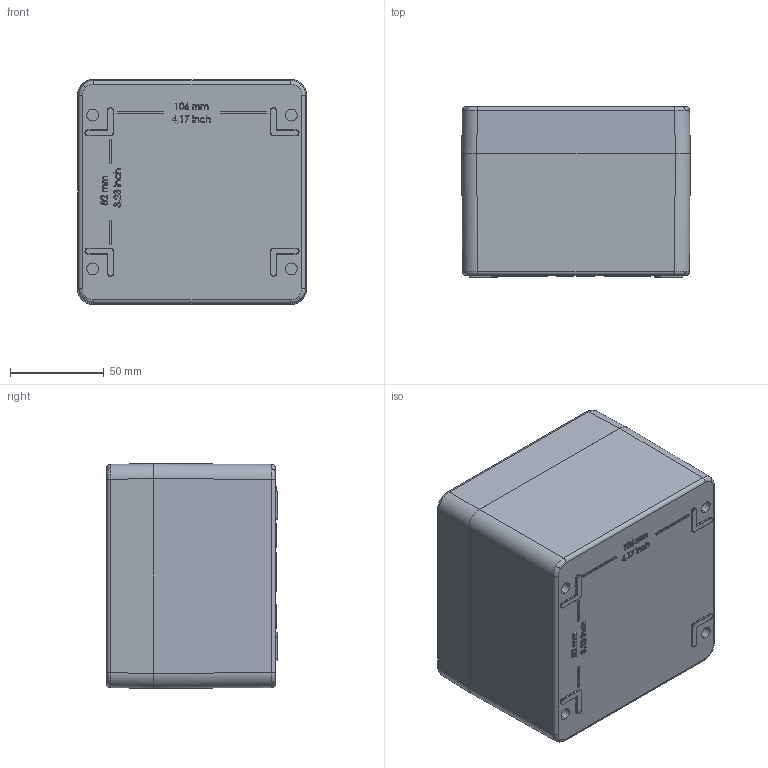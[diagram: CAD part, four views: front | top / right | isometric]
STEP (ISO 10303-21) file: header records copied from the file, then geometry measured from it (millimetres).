
FILE_DESCRIPTION (( 'STEP AP214' ), '1' );
FILE_NAME ('26121209.STEP', '2017-06-08T12:37:58', ( 'Macha' ), ( 'Hewlett-Packard Company' ), 'SwSTEP 2.0', 'SolidWorks 2015', '' );
FILE_SCHEMA (( 'AUTOMOTIVE_DESIGN' ));
Length unit declared in the file: millimetre
Products named in the file (9): 92684; 82014_440; 93136; 23251-Deckel; 23251-Unterteil; 86222; 86224; 26121209
Assembly tree (19 placements, depth 3):
  26121209
    23251-Unterteil
      23251-Unterteil
      86224  x4
      86222  x6
    23251-Deckel
    93136  x4
    82014_440
    92684
Bounding box: 122 x 91 x 120 mm (x, y, z)
Volume: 396583.8 mm3; surface area: 161728.7 mm2
Topology: 18 solids, 18 shells, 1736 faces, 4359 edges, 2740 vertices
Faces by surface type: plane 703, bspline 411, cylinder 304, cone 206, torus 104, sphere 8
Entity records: 58667 total; most frequent: CARTESIAN_POINT 28201, ORIENTED_EDGE 6934, DIRECTION 5173, EDGE_CURVE 3467, VERTEX_POINT 2202, VECTOR 1809, LINE 1809, AXIS2_PLACEMENT_3D 1682
